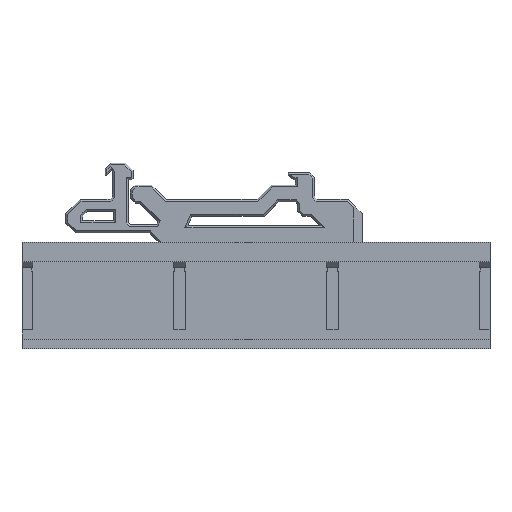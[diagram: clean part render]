
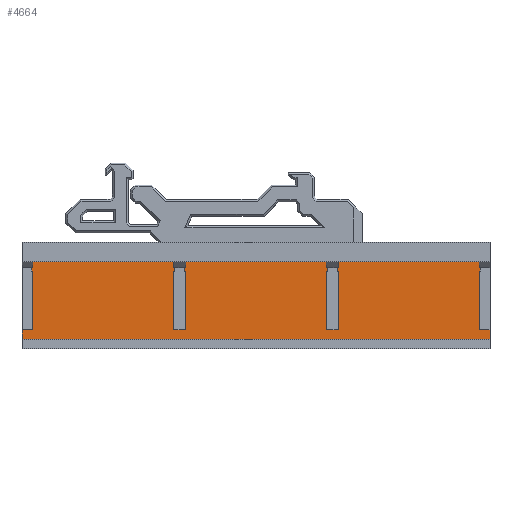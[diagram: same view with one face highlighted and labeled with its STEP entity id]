
A CAD part, top view. The second image highlights one B-rep face of the part: STEP entity #4664.
In plain terms, the highlighted planar face has unit normal (0, 0, 1).
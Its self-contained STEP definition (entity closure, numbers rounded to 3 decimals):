
#328=FACE_OUTER_BOUND('',#594,.T.);
#594=EDGE_LOOP('',(#3963,#3964,#3965,#3966,#3967,#3968,#3969,#3970,#3971,
#3972,#3973,#3974,#3975,#3976,#3977,#3978));
#1078=LINE('',#7059,#1709);
#1083=LINE('',#7069,#1714);
#1126=LINE('',#7159,#1757);
#1148=LINE('',#7201,#1779);
#1175=LINE('',#7252,#1806);
#1196=LINE('',#7292,#1827);
#1197=LINE('',#7294,#1828);
#1198=LINE('',#7295,#1829);
#1199=LINE('',#7296,#1830);
#1200=LINE('',#7298,#1831);
#1201=LINE('',#7300,#1832);
#1202=LINE('',#7302,#1833);
#1203=LINE('',#7303,#1834);
#1204=LINE('',#7305,#1835);
#1205=LINE('',#7307,#1836);
#1206=LINE('',#7308,#1837);
#1709=VECTOR('',#5824,1000.);
#1714=VECTOR('',#5831,1000.);
#1757=VECTOR('',#5894,1000.);
#1779=VECTOR('',#5924,1000.);
#1806=VECTOR('',#5963,1000.);
#1827=VECTOR('',#6000,1000.);
#1828=VECTOR('',#6001,1000.);
#1829=VECTOR('',#6002,1000.);
#1830=VECTOR('',#6003,1000.);
#1831=VECTOR('',#6004,1000.);
#1832=VECTOR('',#6005,1000.);
#1833=VECTOR('',#6006,1000.);
#1834=VECTOR('',#6007,1000.);
#1835=VECTOR('',#6008,1000.);
#1836=VECTOR('',#6009,1000.);
#1837=VECTOR('',#6010,1000.);
#2160=VERTEX_POINT('',#7056);
#2161=VERTEX_POINT('',#7058);
#2164=VERTEX_POINT('',#7066);
#2165=VERTEX_POINT('',#7068);
#2200=VERTEX_POINT('',#7155);
#2202=VERTEX_POINT('',#7158);
#2216=VERTEX_POINT('',#7197);
#2218=VERTEX_POINT('',#7200);
#2234=VERTEX_POINT('',#7246);
#2247=VERTEX_POINT('',#7291);
#2248=VERTEX_POINT('',#7293);
#2249=VERTEX_POINT('',#7297);
#2250=VERTEX_POINT('',#7299);
#2251=VERTEX_POINT('',#7301);
#2252=VERTEX_POINT('',#7304);
#2253=VERTEX_POINT('',#7306);
#2727=EDGE_CURVE('',#2160,#2161,#1078,.T.);
#2732=EDGE_CURVE('',#2165,#2164,#1083,.T.);
#2775=EDGE_CURVE('',#2200,#2202,#1126,.T.);
#2797=EDGE_CURVE('',#2216,#2218,#1148,.T.);
#2824=EDGE_CURVE('',#2165,#2234,#1175,.T.);
#2845=EDGE_CURVE('',#2247,#2216,#1196,.T.);
#2846=EDGE_CURVE('',#2247,#2248,#1197,.T.);
#2847=EDGE_CURVE('',#2248,#2234,#1198,.T.);
#2848=EDGE_CURVE('',#2161,#2164,#1199,.T.);
#2849=EDGE_CURVE('',#2249,#2160,#1200,.T.);
#2850=EDGE_CURVE('',#2250,#2249,#1201,.T.);
#2851=EDGE_CURVE('',#2250,#2251,#1202,.T.);
#2852=EDGE_CURVE('',#2251,#2202,#1203,.T.);
#2853=EDGE_CURVE('',#2252,#2200,#1204,.T.);
#2854=EDGE_CURVE('',#2252,#2253,#1205,.T.);
#2855=EDGE_CURVE('',#2253,#2218,#1206,.T.);
#3963=ORIENTED_EDGE('',*,*,#2845,.F.);
#3964=ORIENTED_EDGE('',*,*,#2846,.T.);
#3965=ORIENTED_EDGE('',*,*,#2847,.T.);
#3966=ORIENTED_EDGE('',*,*,#2824,.F.);
#3967=ORIENTED_EDGE('',*,*,#2732,.T.);
#3968=ORIENTED_EDGE('',*,*,#2848,.F.);
#3969=ORIENTED_EDGE('',*,*,#2727,.F.);
#3970=ORIENTED_EDGE('',*,*,#2849,.F.);
#3971=ORIENTED_EDGE('',*,*,#2850,.F.);
#3972=ORIENTED_EDGE('',*,*,#2851,.T.);
#3973=ORIENTED_EDGE('',*,*,#2852,.T.);
#3974=ORIENTED_EDGE('',*,*,#2775,.F.);
#3975=ORIENTED_EDGE('',*,*,#2853,.F.);
#3976=ORIENTED_EDGE('',*,*,#2854,.T.);
#3977=ORIENTED_EDGE('',*,*,#2855,.T.);
#3978=ORIENTED_EDGE('',*,*,#2797,.F.);
#4404=PLANE('',#4945);
#4664=ADVANCED_FACE('',(#328),#4404,.T.);
#4945=AXIS2_PLACEMENT_3D('',#7290,#5998,#5999);
#5824=DIRECTION('',(0.,-1.,0.));
#5831=DIRECTION('',(0.,-1.,0.));
#5894=DIRECTION('',(1.,0.,0.));
#5924=DIRECTION('',(1.,0.,0.));
#5963=DIRECTION('',(1.,0.,0.));
#5998=DIRECTION('center_axis',(0.,0.,1.));
#5999=DIRECTION('ref_axis',(1.,0.,0.));
#6000=DIRECTION('',(0.,-1.,0.));
#6001=DIRECTION('',(-1.,0.,0.));
#6002=DIRECTION('',(0.,-1.,0.));
#6003=DIRECTION('',(-1.,0.,0.));
#6004=DIRECTION('',(1.,0.,0.));
#6005=DIRECTION('',(0.,-1.,0.));
#6006=DIRECTION('',(-1.,0.,0.));
#6007=DIRECTION('',(0.,-1.,0.));
#6008=DIRECTION('',(0.,-1.,0.));
#6009=DIRECTION('',(-1.,0.,0.));
#6010=DIRECTION('',(0.,-1.,0.));
#7056=CARTESIAN_POINT('',(48.925,4.,2.));
#7058=CARTESIAN_POINT('',(48.925,2.,2.));
#7059=CARTESIAN_POINT('',(48.925,7.125,2.));
#7066=CARTESIAN_POINT('',(-48.925,2.,2.));
#7068=CARTESIAN_POINT('',(-48.925,4.,2.));
#7069=CARTESIAN_POINT('',(-48.925,7.125,2.));
#7155=CARTESIAN_POINT('',(14.975,4.,2.));
#7158=CARTESIAN_POINT('',(16.975,4.,2.));
#7159=CARTESIAN_POINT('',(15.975,4.,2.));
#7197=CARTESIAN_POINT('',(-16.975,4.,2.));
#7200=CARTESIAN_POINT('',(-14.975,4.,2.));
#7201=CARTESIAN_POINT('',(-15.975,4.,2.));
#7246=CARTESIAN_POINT('',(-46.925,4.,2.));
#7252=CARTESIAN_POINT('',(-47.8,4.,2.));
#7290=CARTESIAN_POINT('Origin',(0.,11.125,2.));
#7291=CARTESIAN_POINT('',(-16.975,20.25,2.));
#7292=CARTESIAN_POINT('',(-16.975,11.125,2.));
#7293=CARTESIAN_POINT('',(-46.925,20.25,2.));
#7294=CARTESIAN_POINT('',(-31.95,20.25,2.));
#7295=CARTESIAN_POINT('',(-46.925,11.125,2.));
#7296=CARTESIAN_POINT('',(0.,2.,2.));
#7297=CARTESIAN_POINT('',(46.925,4.,2.));
#7298=CARTESIAN_POINT('',(47.8,4.,2.));
#7299=CARTESIAN_POINT('',(46.925,20.25,2.));
#7300=CARTESIAN_POINT('',(46.925,11.125,2.));
#7301=CARTESIAN_POINT('',(16.975,20.25,2.));
#7302=CARTESIAN_POINT('',(31.95,20.25,2.));
#7303=CARTESIAN_POINT('',(16.975,11.125,2.));
#7304=CARTESIAN_POINT('',(14.975,20.25,2.));
#7305=CARTESIAN_POINT('',(14.975,11.125,2.));
#7306=CARTESIAN_POINT('',(-14.975,20.25,2.));
#7307=CARTESIAN_POINT('',(0.,20.25,2.));
#7308=CARTESIAN_POINT('',(-14.975,11.125,2.));
